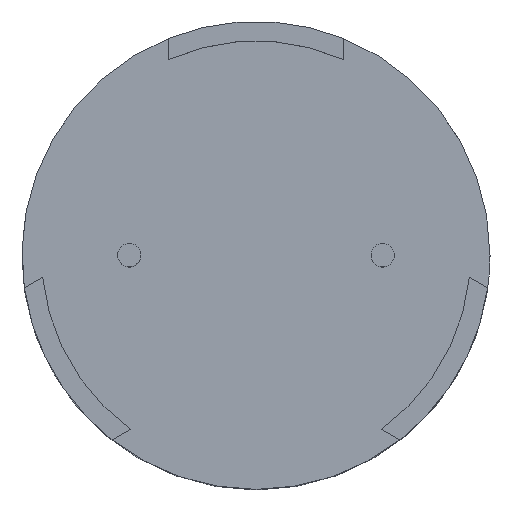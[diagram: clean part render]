
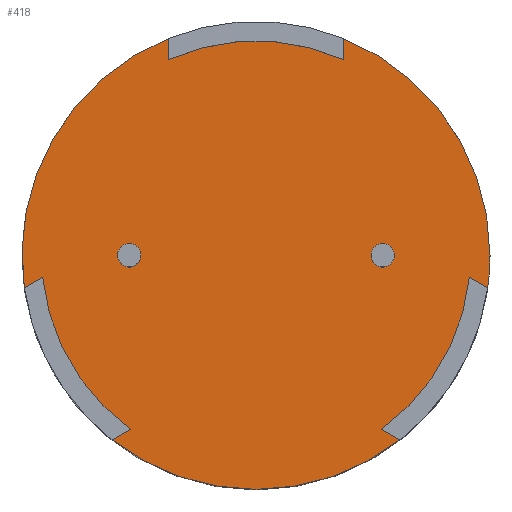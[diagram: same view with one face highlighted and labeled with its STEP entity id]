
A CAD part, top view. The second image highlights one B-rep face of the part: STEP entity #418.
In plain terms, the highlighted planar face has unit normal (0, 0, 1).
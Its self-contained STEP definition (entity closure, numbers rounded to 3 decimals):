
#106=VECTOR('',#482,1.);
#111=VECTOR('',#494,1.);
#114=VECTOR('',#501,1.);
#119=VECTOR('',#513,1.);
#122=VECTOR('',#520,1.);
#127=VECTOR('',#532,1.);
#130=LINE('',#568,#106);
#135=LINE('',#582,#111);
#138=LINE('',#591,#114);
#143=LINE('',#605,#119);
#146=LINE('',#614,#122);
#151=LINE('',#628,#127);
#164=PLANE('',#456);
#167=VERTEX_POINT('',#548);
#169=VERTEX_POINT('',#554);
#174=VERTEX_POINT('',#567);
#175=VERTEX_POINT('',#569);
#177=VERTEX_POINT('',#575);
#179=VERTEX_POINT('',#581);
#182=VERTEX_POINT('',#590);
#183=VERTEX_POINT('',#592);
#185=VERTEX_POINT('',#598);
#187=VERTEX_POINT('',#604);
#190=VERTEX_POINT('',#613);
#191=VERTEX_POINT('',#615);
#193=VERTEX_POINT('',#621);
#195=VERTEX_POINT('',#627);
#198=CIRCLE('',#422,0.3);
#200=CIRCLE('',#426,0.3);
#204=CIRCLE('',#435,5.5);
#207=CIRCLE('',#442,5.5);
#210=CIRCLE('',#449,5.5);
#212=CIRCLE('',#454,6.);
#215=EDGE_CURVE('',#167,#167,#198,.T.);
#217=EDGE_CURVE('',#169,#169,#200,.T.);
#222=EDGE_CURVE('',#175,#174,#130,.T.);
#226=EDGE_CURVE('',#174,#177,#204,.T.);
#229=EDGE_CURVE('',#177,#179,#135,.T.);
#233=EDGE_CURVE('',#183,#182,#138,.T.);
#237=EDGE_CURVE('',#182,#185,#207,.T.);
#240=EDGE_CURVE('',#185,#187,#143,.T.);
#244=EDGE_CURVE('',#191,#190,#146,.T.);
#248=EDGE_CURVE('',#190,#193,#210,.T.);
#251=EDGE_CURVE('',#193,#195,#151,.T.);
#253=EDGE_CURVE('',#191,#179,#212,.T.);
#254=EDGE_CURVE('',#175,#187,#212,.T.);
#255=EDGE_CURVE('',#183,#195,#212,.T.);
#327=ORIENTED_EDGE('',*,*,#215,.T.);
#328=ORIENTED_EDGE('',*,*,#217,.T.);
#329=ORIENTED_EDGE('',*,*,#229,.T.);
#330=ORIENTED_EDGE('',*,*,#253,.F.);
#331=ORIENTED_EDGE('',*,*,#244,.T.);
#332=ORIENTED_EDGE('',*,*,#248,.T.);
#333=ORIENTED_EDGE('',*,*,#251,.T.);
#334=ORIENTED_EDGE('',*,*,#255,.F.);
#335=ORIENTED_EDGE('',*,*,#233,.T.);
#336=ORIENTED_EDGE('',*,*,#237,.T.);
#337=ORIENTED_EDGE('',*,*,#240,.T.);
#338=ORIENTED_EDGE('',*,*,#254,.F.);
#339=ORIENTED_EDGE('',*,*,#222,.T.);
#340=ORIENTED_EDGE('',*,*,#226,.T.);
#366=EDGE_LOOP('',(#327));
#367=EDGE_LOOP('',(#328));
#368=EDGE_LOOP('',(#329,#330,#331,#332,#333,#334,#335,#336,#337,#338,#339,
#340));
#394=FACE_BOUND('',#366,.T.);
#395=FACE_BOUND('',#367,.T.);
#396=FACE_BOUND('',#368,.T.);
#418=ADVANCED_FACE('',(#394,#395,#396),#164,.T.);
#422=AXIS2_PLACEMENT_3D('',#547,#462,#463);
#426=AXIS2_PLACEMENT_3D('',#553,#469,#470);
#435=AXIS2_PLACEMENT_3D('',#576,#489,#490);
#442=AXIS2_PLACEMENT_3D('',#599,#508,#509);
#449=AXIS2_PLACEMENT_3D('',#622,#527,#528);
#454=AXIS2_PLACEMENT_3D('',#632,#538,#539);
#456=AXIS2_PLACEMENT_3D('',#635,#542,$);
#462=DIRECTION('',(0.,0.,-1.));
#463=DIRECTION('',(0.3,0.,0.));
#469=DIRECTION('',(0.,0.,-1.));
#470=DIRECTION('',(0.3,0.,0.));
#482=DIRECTION('',(-0.866,0.5,0.));
#489=DIRECTION('',(0.,0.,1.));
#490=DIRECTION('',(-2.75,-4.763,0.));
#494=DIRECTION('',(0.866,-0.5,0.));
#501=DIRECTION('',(0.866,0.5,0.));
#508=DIRECTION('',(0.,0.,1.));
#509=DIRECTION('',(-2.75,4.763,0.));
#513=DIRECTION('',(-0.866,-0.5,0.));
#520=DIRECTION('',(0.,-1.,0.));
#527=DIRECTION('',(0.,0.,1.));
#528=DIRECTION('',(5.5,0.,0.));
#532=DIRECTION('',(0.,1.,0.));
#538=DIRECTION('',(0.,0.,-1.));
#539=DIRECTION('',(6.,0.,0.));
#542=DIRECTION('',(0.,0.,1.));
#547=CARTESIAN_POINT('',(-3.25,0.,8.5));
#548=CARTESIAN_POINT('',(-2.95,0.,8.5));
#553=CARTESIAN_POINT('',(3.25,0.,8.5));
#554=CARTESIAN_POINT('',(3.55,0.,8.5));
#567=CARTESIAN_POINT('',(3.221,-4.458,8.5));
#568=CARTESIAN_POINT('',(1.166,-3.271,8.5));
#569=CARTESIAN_POINT('',(3.692,-4.73,8.5));
#575=CARTESIAN_POINT('',(5.471,-0.561,8.5));
#576=CARTESIAN_POINT('',(0.,0.,8.5));
#581=CARTESIAN_POINT('',(5.942,-0.833,8.5));
#582=CARTESIAN_POINT('',(3.416,0.626,8.5));
#590=CARTESIAN_POINT('',(-5.471,-0.561,8.5));
#591=CARTESIAN_POINT('',(-3.416,0.626,8.5));
#592=CARTESIAN_POINT('',(-5.942,-0.833,8.5));
#598=CARTESIAN_POINT('',(-3.221,-4.458,8.5));
#599=CARTESIAN_POINT('',(0.,0.,8.5));
#604=CARTESIAN_POINT('',(-3.692,-4.73,8.5));
#605=CARTESIAN_POINT('',(-1.166,-3.271,8.5));
#613=CARTESIAN_POINT('',(2.25,5.019,8.5));
#614=CARTESIAN_POINT('',(2.25,2.645,8.5));
#615=CARTESIAN_POINT('',(2.25,5.562,8.5));
#621=CARTESIAN_POINT('',(-2.25,5.019,8.5));
#622=CARTESIAN_POINT('',(0.,0.,8.5));
#627=CARTESIAN_POINT('',(-2.25,5.562,8.5));
#628=CARTESIAN_POINT('',(-2.25,2.645,8.5));
#632=CARTESIAN_POINT('',(0.,0.,8.5));
#635=CARTESIAN_POINT('',(0.,0.,8.5));
